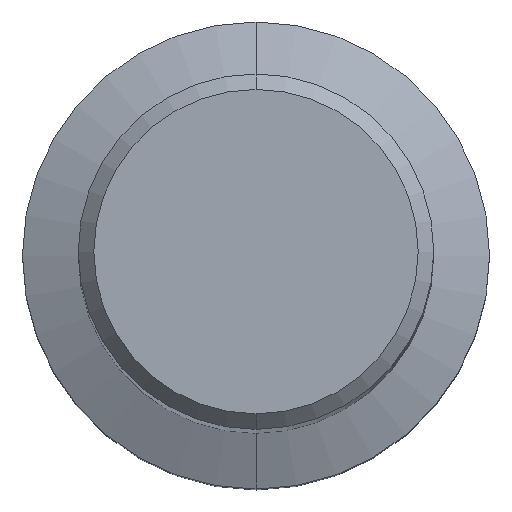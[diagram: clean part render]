
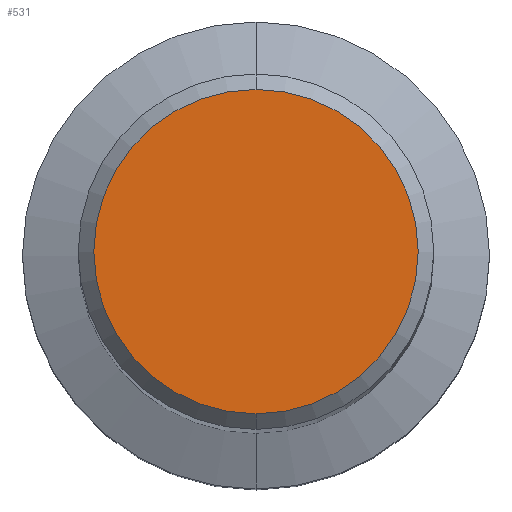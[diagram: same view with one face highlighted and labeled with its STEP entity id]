
A CAD part, top view. The second image highlights one B-rep face of the part: STEP entity #531.
In plain terms, the highlighted planar face has unit normal (0, 0, 1).
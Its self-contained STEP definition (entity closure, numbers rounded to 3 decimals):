
#395=VERTEX_POINT('',#776);
#499=EDGE_CURVE('',#395,#529,#890,.T.);
#523=EDGE_CURVE('',#529,#395,#914,.T.);
#529=VERTEX_POINT('',#920);
#531=ADVANCED_FACE('',(#922),#923,.T.);
#776=CARTESIAN_POINT('',(0.0,6.25,0.0));
#890=CIRCLE('',#1645,6.25);
#914=CIRCLE('',#1688,6.25);
#920=CARTESIAN_POINT('',(0.,-6.25,0.0));
#922=FACE_OUTER_BOUND('',#1697,.T.);
#923=PLANE('',#1698);
#1645=AXIS2_PLACEMENT_3D('',#2111,#2112,#2113);
#1688=AXIS2_PLACEMENT_3D('',#2123,#2124,#2125);
#1697=EDGE_LOOP('',(#2130,#2131));
#1698=AXIS2_PLACEMENT_3D('',#2132,#2133,#2134);
#2111=CARTESIAN_POINT('',(0.0,0.0,0.0));
#2112=DIRECTION('',(0.0,0.0,-1.0));
#2113=DIRECTION('',(0.0,1.0,0.0));
#2123=CARTESIAN_POINT('',(0.0,0.0,0.0));
#2124=DIRECTION('',(0.0,0.0,-1.0));
#2125=DIRECTION('',(0.0,1.0,0.0));
#2130=ORIENTED_EDGE('',*,*,#499,.F.);
#2131=ORIENTED_EDGE('',*,*,#523,.F.);
#2132=CARTESIAN_POINT('',(0.0,3.125,0.0));
#2133=DIRECTION('',(-0.0,0.0,1.0));
#2134=DIRECTION('',(0.0,-1.0,0.0));
